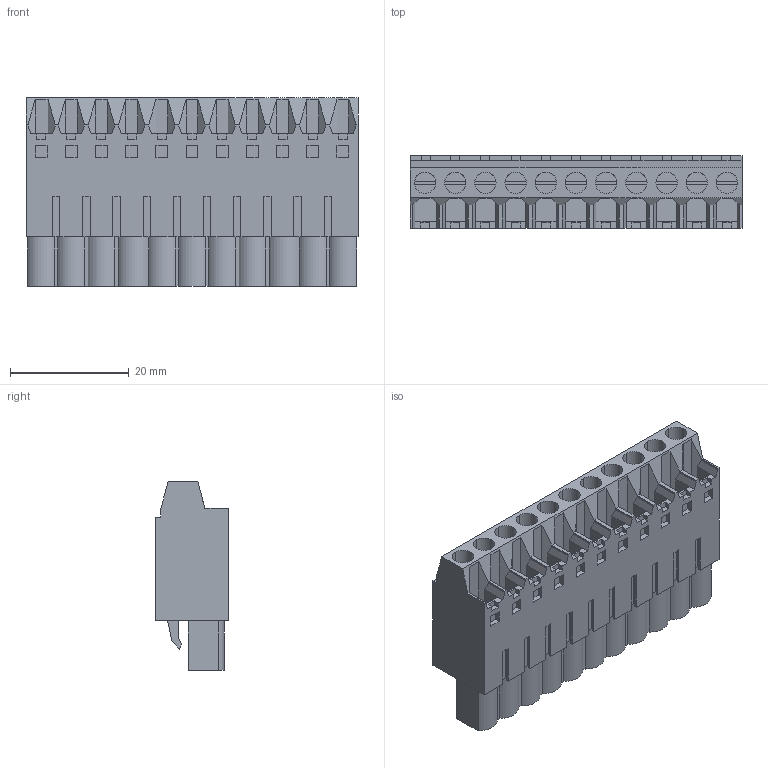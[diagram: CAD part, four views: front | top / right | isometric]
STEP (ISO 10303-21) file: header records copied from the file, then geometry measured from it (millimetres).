
FILE_DESCRIPTION(('CATIA V5 STEP Exchange','CAx-IF Rec.Pracs.--- Model Styling and Organization---1.2---2011-12-15'),'2;1');
FILE_NAME ('D1452490_0_1500460000_1500460000.stp','2017-06-21T13:00:13+00:00',('none'),('Weidmueller'),'CATIA Version 5-6 Release 2014','CATIA V5 STEP AP214','none');
FILE_SCHEMA(('AUTOMOTIVE_DESIGN { 1 0 10303 214 1 1 1 1 }'));
Length unit declared in the file: millimetre
Products named in the file (1): 1500460000
Bounding box: 55.88 x 12.2 x 31.8 mm (x, y, z)
Volume: 14247.1 mm3; surface area: 8833.6 mm2
Topology: 12 solids, 12 shells, 825 faces, 2303 edges, 1549 vertices
Faces by surface type: plane 748, cylinder 77
Entity records: 24114 total; most frequent: ORIENTED_EDGE 4606, CARTESIAN_POINT 4315, DIRECTION 3200, EDGE_CURVE 2303, VECTOR 2096, LINE 2096, VERTEX_POINT 1549, EDGE_LOOP 872
